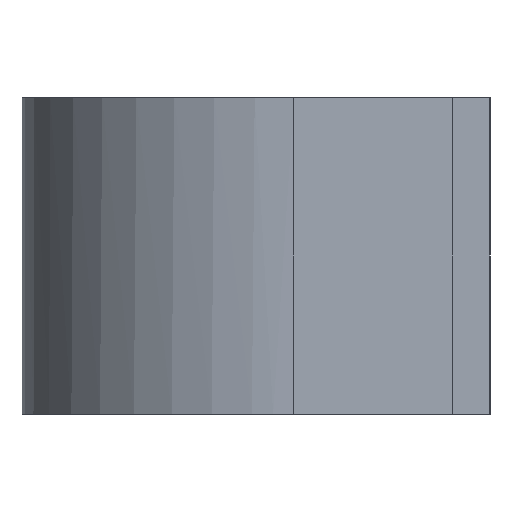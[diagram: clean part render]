
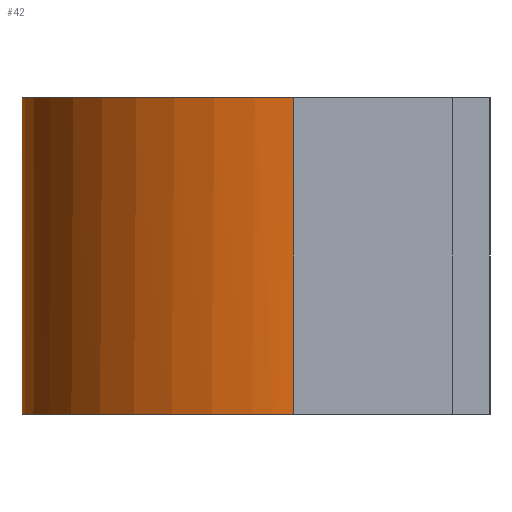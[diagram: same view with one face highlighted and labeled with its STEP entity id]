
A CAD part, left-side view. The second image highlights one B-rep face of the part: STEP entity #42.
In plain terms, the highlighted free-form (B-spline) face has degree [2, 1] with [9, 2] control points.
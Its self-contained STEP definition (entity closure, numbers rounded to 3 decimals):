
#42=ADVANCED_FACE('',(#68),#445,.T.);
#68=FACE_OUTER_BOUND('',#98,.T.);
#98=EDGE_LOOP('',(#233,#234,#235,#236));
#233=ORIENTED_EDGE('',*,*,#311,.T.);
#234=ORIENTED_EDGE('',*,*,#280,.T.);
#235=ORIENTED_EDGE('',*,*,#312,.T.);
#236=ORIENTED_EDGE('',*,*,#286,.F.);
#280=EDGE_CURVE('',#432,#433,#364,.T.);
#286=EDGE_CURVE('',#435,#436,#370,.T.);
#311=EDGE_CURVE('',#435,#432,#333,.T.);
#312=EDGE_CURVE('',#433,#436,#334,.T.);
#333=(
BOUNDED_CURVE()
B_SPLINE_CURVE(2,(#921,#922,#923,#924,#925),.UNSPECIFIED.,.F.,.F.)
B_SPLINE_CURVE_WITH_KNOTS((3,2,3),(0.,33.772,67.544),
 .UNSPECIFIED.)
CURVE()
GEOMETRIC_REPRESENTATION_ITEM()
RATIONAL_B_SPLINE_CURVE((1.,0.707,1.,0.707,1.))
REPRESENTATION_ITEM('')
);
#334=(
BOUNDED_CURVE()
B_SPLINE_CURVE(2,(#926,#927,#928,#929,#930),.UNSPECIFIED.,.F.,.F.)
B_SPLINE_CURVE_WITH_KNOTS((3,2,3),(-67.544,-33.772,
0.),.UNSPECIFIED.)
CURVE()
GEOMETRIC_REPRESENTATION_ITEM()
RATIONAL_B_SPLINE_CURVE((1.,0.707,1.,0.707,1.))
REPRESENTATION_ITEM('')
);
#364=B_SPLINE_CURVE_WITH_KNOTS('',1,(#849,#850),.UNSPECIFIED.,.F.,.F.,(2,
2),(0.,25.),.UNSPECIFIED.);
#370=B_SPLINE_CURVE_WITH_KNOTS('',1,(#863,#864),.UNSPECIFIED.,.F.,.F.,(2,
2),(0.,25.),.UNSPECIFIED.);
#432=VERTEX_POINT('',#760);
#433=VERTEX_POINT('',#761);
#435=VERTEX_POINT('',#763);
#436=VERTEX_POINT('',#764);
#445=(
BOUNDED_SURFACE()
B_SPLINE_SURFACE(2,1,((#680,#681),(#682,#683),(#684,#685),(#686,#687),(#688,
#689),(#690,#691),(#692,#693),(#694,#695),(#696,#697)),.UNSPECIFIED.,.T.,
 .F.,.F.)
B_SPLINE_SURFACE_WITH_KNOTS((3,2,2,2,3),(2,2),(0.,33.772,67.544,
101.316,135.088),(0.,30.002),.UNSPECIFIED.)
GEOMETRIC_REPRESENTATION_ITEM()
RATIONAL_B_SPLINE_SURFACE(((1.,1.),(0.707,0.707),
(1.,1.),(0.707,0.707),(1.,1.),(0.707,
0.707),(1.,1.),(0.707,0.707),(1.,1.)))
REPRESENTATION_ITEM('')
SURFACE()
);
#680=CARTESIAN_POINT('',(0.,-6.,-2.501));
#681=CARTESIAN_POINT('',(0.,-6.,27.501));
#682=CARTESIAN_POINT('',(21.5,-6.,-2.501));
#683=CARTESIAN_POINT('',(21.5,-6.,27.501));
#684=CARTESIAN_POINT('',(21.5,15.5,-2.501));
#685=CARTESIAN_POINT('',(21.5,15.5,27.501));
#686=CARTESIAN_POINT('',(21.5,37.,-2.501));
#687=CARTESIAN_POINT('',(21.5,37.,27.501));
#688=CARTESIAN_POINT('',(0.,37.,-2.501));
#689=CARTESIAN_POINT('',(0.,37.,27.501));
#690=CARTESIAN_POINT('',(-21.5,37.,-2.501));
#691=CARTESIAN_POINT('',(-21.5,37.,27.501));
#692=CARTESIAN_POINT('',(-21.5,15.5,-2.501));
#693=CARTESIAN_POINT('',(-21.5,15.5,27.501));
#694=CARTESIAN_POINT('',(-21.5,-6.,-2.501));
#695=CARTESIAN_POINT('',(-21.5,-6.,27.501));
#696=CARTESIAN_POINT('',(0.,-6.,-2.501));
#697=CARTESIAN_POINT('',(0.,-6.,27.501));
#760=CARTESIAN_POINT('',(-21.5,15.5,0.));
#761=CARTESIAN_POINT('',(-21.5,15.5,25.));
#763=CARTESIAN_POINT('',(21.5,15.5,0.));
#764=CARTESIAN_POINT('',(21.5,15.5,25.));
#849=CARTESIAN_POINT('',(-21.5,15.5,0.));
#850=CARTESIAN_POINT('',(-21.5,15.5,25.));
#863=CARTESIAN_POINT('',(21.5,15.5,0.));
#864=CARTESIAN_POINT('',(21.5,15.5,25.));
#921=CARTESIAN_POINT('',(21.5,15.5,0.));
#922=CARTESIAN_POINT('',(21.5,37.,0.));
#923=CARTESIAN_POINT('',(0.,37.,0.));
#924=CARTESIAN_POINT('',(-21.5,37.,0.));
#925=CARTESIAN_POINT('',(-21.5,15.5,0.));
#926=CARTESIAN_POINT('',(-21.5,15.5,25.));
#927=CARTESIAN_POINT('',(-21.5,37.,25.));
#928=CARTESIAN_POINT('',(0.,37.,25.));
#929=CARTESIAN_POINT('',(21.5,37.,25.));
#930=CARTESIAN_POINT('',(21.5,15.5,25.));
